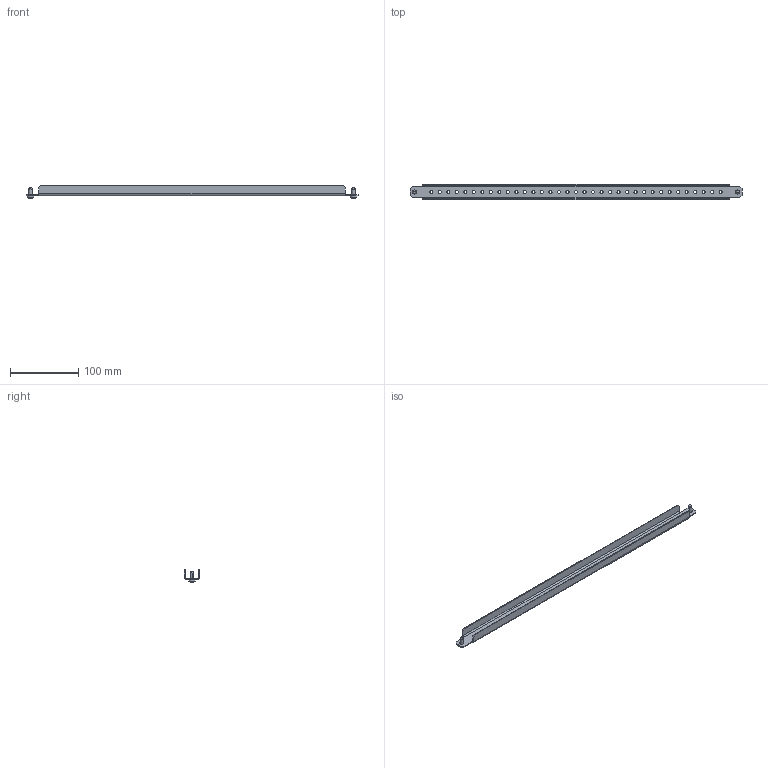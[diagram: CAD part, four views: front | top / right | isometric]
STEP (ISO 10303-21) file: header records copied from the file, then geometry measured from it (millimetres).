
FILE_DESCRIPTION (( 'STEP AP203' ), '1' );
FILE_NAME ('U0661602514 Êîìïëåêò ðååê ãëóõîé äâåðè LC2 00.60 (000.801.565-01).STEP', '2022-04-18T08:14:12', ( '' ), ( '' ), 'SwSTEP 2.0', 'SolidWorks 2017', '' );
FILE_SCHEMA (( 'CONFIG_CONTROL_DESIGN' ));
Length unit declared in the file: millimetre
Products named in the file (3): Âèíò DIN 7500 C TORX_Œ5å12; 025-172 Ðåéêà äëÿ ãëóõîé äâåðè LC2_01 (00.60); U0661602514 Êîìïëåêò ðååê ãëóõîé äâåðè LC2 00.60 (000.801.565-01)
Assembly tree (3 placements, depth 2):
  U0661602514 Êîìïëåêò ðååê ãëóõîé äâåðè LC2 00.60 (000.801.565-01)
    025-172 Ðåéêà äëÿ ãëóõîé äâåðè LC2_01 (00.60)
    Âèíò DIN 7500 C TORX_Œ5å12  x2
Bounding box: 488 x 23 x 18.19 mm (x, y, z)
Volume: 30364 mm3; surface area: 45267 mm2
Topology: 3 solids, 3 shells, 190 faces, 526 edges, 344 vertices
Faces by surface type: cylinder 112, plane 66, cone 8, sphere 4
Entity records: 5391 total; most frequent: CARTESIAN_POINT 961, DIRECTION 893, ORIENTED_EDGE 828, EDGE_CURVE 414, AXIS2_PLACEMENT_3D 348, VERTEX_POINT 270, EDGE_LOOP 224, VECTOR 197
